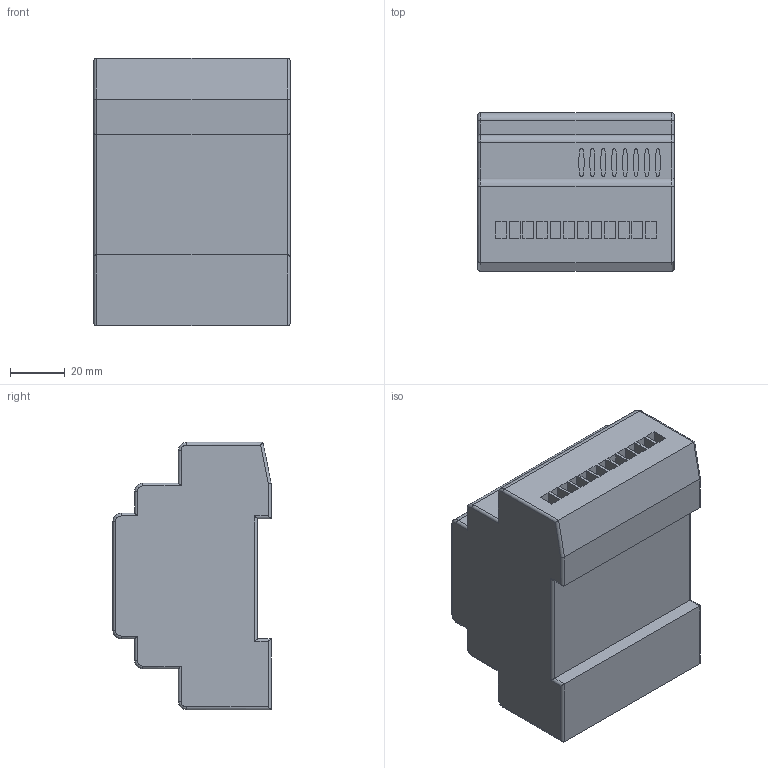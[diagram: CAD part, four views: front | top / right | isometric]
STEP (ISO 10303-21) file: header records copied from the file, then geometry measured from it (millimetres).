
FILE_DESCRIPTION (( 'STEP AP214' ), '1' );
FILE_NAME ('PLR-S-EMD-0808UR-AC Ëîãè÷åñêîå ðåëå PLR-S. Ðàñøèðåíèå 8DI 8DO (R) 220Â AC ONI.STEP', '2018-11-16T12:05:47', ( '' ), ( '' ), 'SwSTEP 2.0', 'SolidWorks 2014', '' );
FILE_SCHEMA (( 'AUTOMOTIVE_DESIGN' ));
Length unit declared in the file: millimetre
Products named in the file (1): PLR-S-EMD-0808UR-AC Ëîãè÷åñêîå ðåëå PLR-S. Ðàñøèðåíèå 8DI 8DO (R) 220Â AC ONI
Bounding box: 72 x 58 x 98 mm (x, y, z)
Volume: 318254.1 mm3; surface area: 38629.9 mm2
Topology: 1 solids, 1 shells, 417 faces, 1015 edges, 654 vertices
Faces by surface type: plane 251, cylinder 138, bspline 16, torus 12
Entity records: 12369 total; most frequent: CARTESIAN_POINT 2425, DIRECTION 2031, ORIENTED_EDGE 2030, EDGE_CURVE 1015, VECTOR 695, LINE 695, AXIS2_PLACEMENT_3D 668, VERTEX_POINT 654
